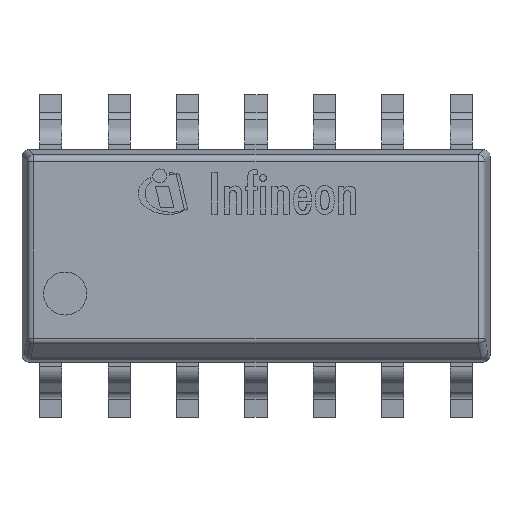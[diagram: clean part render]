
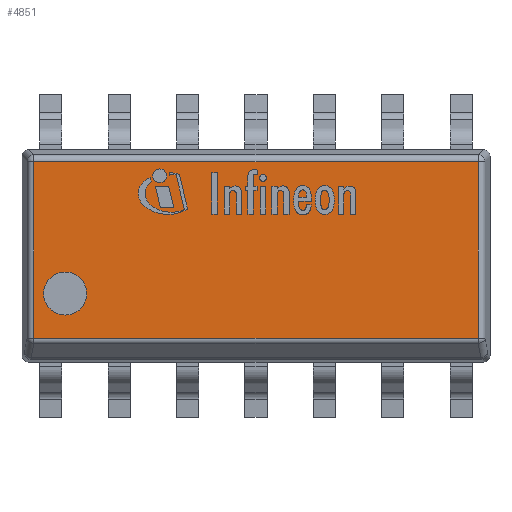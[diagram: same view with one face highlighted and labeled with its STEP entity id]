
A CAD part, top view. The second image highlights one B-rep face of the part: STEP entity #4851.
In plain terms, the highlighted planar face has unit normal (0, 0, 1).
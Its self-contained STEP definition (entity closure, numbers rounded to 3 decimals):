
#126=PLANE('',#5220);
#262=LINE('',#7614,#655);
#263=LINE('',#7616,#656);
#274=LINE('',#7645,#667);
#276=LINE('',#7648,#669);
#655=VECTOR('',#5963,3.285);
#656=VECTOR('',#5966,8.253);
#667=VECTOR('',#5999,8.253);
#669=VECTOR('',#6003,3.285);
#1229=FACE_OUTER_BOUND('',#1511,.T.);
#1511=EDGE_LOOP('',(#3477,#3478,#3479,#3480));
#2113=VERTEX_POINT('',#7569);
#2118=VERTEX_POINT('',#7579);
#2119=VERTEX_POINT('',#7583);
#2129=VERTEX_POINT('',#7609);
#2632=EDGE_CURVE('',#2119,#2129,#262,.T.);
#2633=EDGE_CURVE('',#2129,#2118,#263,.T.);
#2649=EDGE_CURVE('',#2113,#2119,#274,.T.);
#2651=EDGE_CURVE('',#2118,#2113,#276,.T.);
#3477=ORIENTED_EDGE('',*,*,#2632,.F.);
#3478=ORIENTED_EDGE('',*,*,#2649,.F.);
#3479=ORIENTED_EDGE('',*,*,#2651,.F.);
#3480=ORIENTED_EDGE('',*,*,#2633,.F.);
#4851=ADVANCED_FACE('',(#1229),#126,.T.);
#5220=AXIS2_PLACEMENT_3D('',#7663,#6022,#6023);
#5963=DIRECTION('',(0.,-1.,0.));
#5966=DIRECTION('',(-1.,0.,0.));
#5999=DIRECTION('',(1.,0.,0.));
#6003=DIRECTION('',(0.,1.,0.));
#6022=DIRECTION('center_axis',(0.,0.,1.));
#6023=DIRECTION('ref_axis',(1.,0.,0.));
#7569=CARTESIAN_POINT('',(-4.126,1.751,1.65));
#7579=CARTESIAN_POINT('',(-4.126,-1.534,1.65));
#7583=CARTESIAN_POINT('',(4.126,1.751,1.65));
#7609=CARTESIAN_POINT('',(4.126,-1.534,1.65));
#7614=CARTESIAN_POINT('',(4.126,-0.493,1.65));
#7616=CARTESIAN_POINT('',(2.173,-1.534,1.65));
#7645=CARTESIAN_POINT('',(1.086,1.751,1.65));
#7648=CARTESIAN_POINT('',(-4.126,0.493,1.65));
#7663=CARTESIAN_POINT('Origin',(0.,0.,1.65));
